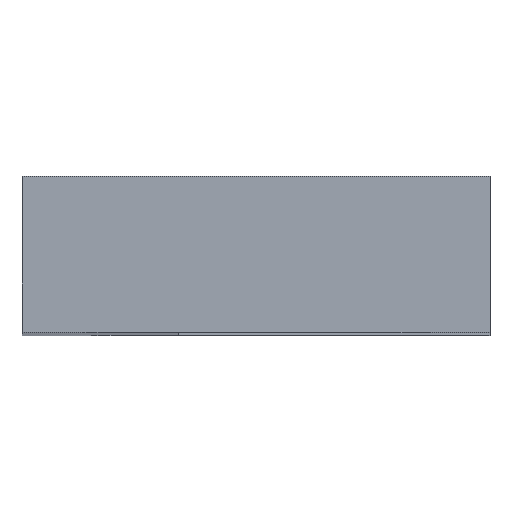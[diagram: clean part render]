
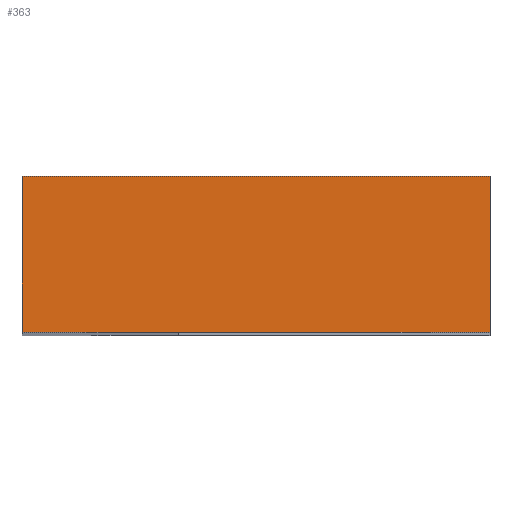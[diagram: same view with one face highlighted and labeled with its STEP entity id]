
A CAD part, top view. The second image highlights one B-rep face of the part: STEP entity #363.
In plain terms, the highlighted planar face has unit normal (0, 0, 1).
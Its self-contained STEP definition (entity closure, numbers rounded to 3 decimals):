
#4 = VECTOR ( 'NONE', #280, 1000. ) ;
#22 = EDGE_CURVE ( 'NONE', #183, #538, #496, .T. ) ;
#47 = VERTEX_POINT ( 'NONE', #457 ) ;
#64 = ORIENTED_EDGE ( 'NONE', *, *, #22, .T. ) ;
#71 = CARTESIAN_POINT ( 'NONE',  ( -87., 10., 62. ) ) ;
#80 = ORIENTED_EDGE ( 'NONE', *, *, #323, .F. ) ;
#109 = VECTOR ( 'NONE', #532, 1000. ) ;
#121 = CARTESIAN_POINT ( 'NONE',  ( -87., 10., 62. ) ) ;
#122 = AXIS2_PLACEMENT_3D ( 'NONE', #121, #319, #506 ) ;
#183 = VERTEX_POINT ( 'NONE', #71 ) ;
#189 = CARTESIAN_POINT ( 'NONE',  ( -87., 0., 62. ) ) ;
#260 = DIRECTION ( 'NONE',  ( 0., -1., 0. ) ) ;
#271 = PLANE ( 'NONE',  #122 ) ;
#280 = DIRECTION ( 'NONE',  ( 1., 0., 0. ) ) ;
#287 = VERTEX_POINT ( 'NONE', #351 ) ;
#294 = VECTOR ( 'NONE', #260, 1000. ) ;
#300 = EDGE_LOOP ( 'NONE', ( #335, #80, #518, #64 ) ) ;
#319 = DIRECTION ( 'NONE',  ( 0., 0., -1. ) ) ;
#323 = EDGE_CURVE ( 'NONE', #287, #47, #401, .T. ) ;
#332 = EDGE_CURVE ( 'NONE', #183, #287, #492, .T. ) ;
#335 = ORIENTED_EDGE ( 'NONE', *, *, #487, .T. ) ;
#342 = CARTESIAN_POINT ( 'NONE',  ( -57., 10., 62. ) ) ;
#351 = CARTESIAN_POINT ( 'NONE',  ( -57., 10., 62. ) ) ;
#363 = ADVANCED_FACE ( 'NONE', ( #604 ), #271, .F. ) ;
#401 = LINE ( 'NONE', #342, #109 ) ;
#432 = LINE ( 'NONE', #189, #4 ) ;
#447 = CARTESIAN_POINT ( 'NONE',  ( -87., 0., 62. ) ) ;
#454 = CARTESIAN_POINT ( 'NONE',  ( -87., 10., 62. ) ) ;
#457 = CARTESIAN_POINT ( 'NONE',  ( -57., 0., 62. ) ) ;
#487 = EDGE_CURVE ( 'NONE', #538, #47, #432, .T. ) ;
#492 = LINE ( 'NONE', #586, #512 ) ;
#496 = LINE ( 'NONE', #454, #294 ) ;
#506 = DIRECTION ( 'NONE',  ( -1., 0., 0. ) ) ;
#512 = VECTOR ( 'NONE', #556, 1000. ) ;
#518 = ORIENTED_EDGE ( 'NONE', *, *, #332, .F. ) ;
#532 = DIRECTION ( 'NONE',  ( 0., -1., 0. ) ) ;
#538 = VERTEX_POINT ( 'NONE', #447 ) ;
#556 = DIRECTION ( 'NONE',  ( 1., 0., 0. ) ) ;
#586 = CARTESIAN_POINT ( 'NONE',  ( -87., 10., 62. ) ) ;
#604 = FACE_OUTER_BOUND ( 'NONE', #300, .T. ) ;
